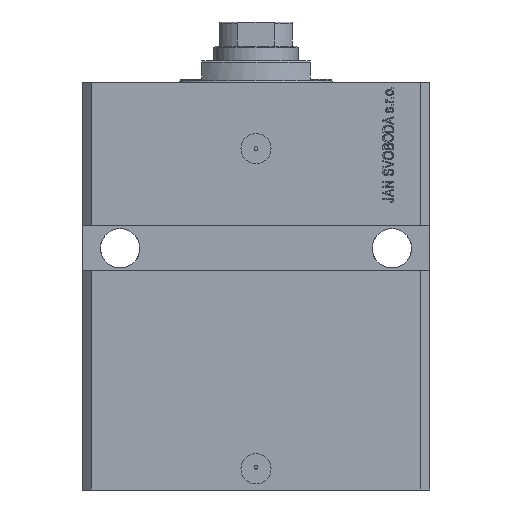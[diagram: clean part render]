
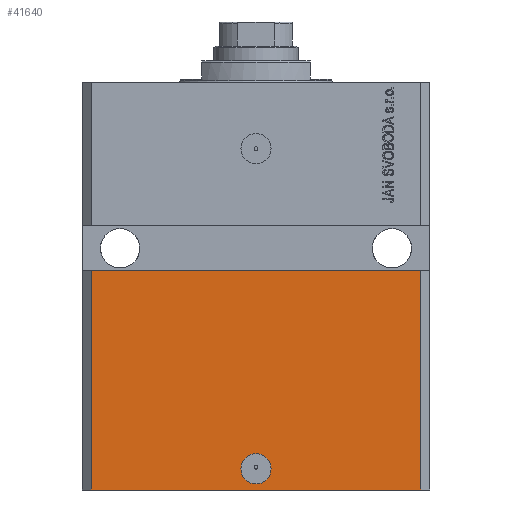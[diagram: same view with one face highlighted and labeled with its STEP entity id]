
A CAD part, front view. The second image highlights one B-rep face of the part: STEP entity #41640.
In plain terms, the highlighted planar face has unit normal (0, -1, 0).
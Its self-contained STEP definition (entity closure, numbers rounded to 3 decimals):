
#1423 = VECTOR ( 'NONE', #47153, 1000. ) ;
#1633 = LINE ( 'NONE', #16778, #1423 ) ;
#1780 = FACE_BOUND ( 'NONE', #6600, .T. ) ;
#3145 = CARTESIAN_POINT ( 'NONE',  ( -54.5, -45., -135. ) ) ;
#3431 = DIRECTION ( 'NONE',  ( 1., 0., 0. ) ) ;
#3458 = CARTESIAN_POINT ( 'NONE',  ( -54.5, -45., -62.5 ) ) ;
#6319 = CIRCLE ( 'NONE', #34128, 5. ) ;
#6600 = EDGE_LOOP ( 'NONE', ( #28500, #9228 ) ) ;
#7820 = DIRECTION ( 'NONE',  ( 1., 0., 0. ) ) ;
#8603 = DIRECTION ( 'NONE',  ( 0., 0., 1. ) ) ;
#9228 = ORIENTED_EDGE ( 'NONE', *, *, #35822, .F. ) ;
#10766 = ORIENTED_EDGE ( 'NONE', *, *, #15852, .T. ) ;
#11978 = DIRECTION ( 'NONE',  ( 0., -1., 0. ) ) ;
#12749 = ORIENTED_EDGE ( 'NONE', *, *, #32978, .T. ) ;
#12857 = VECTOR ( 'NONE', #7820, 1000. ) ;
#12963 = FACE_OUTER_BOUND ( 'NONE', #24849, .T. ) ;
#13092 = VERTEX_POINT ( 'NONE', #16625 ) ;
#14368 = CARTESIAN_POINT ( 'NONE',  ( 54.5, -45., -135. ) ) ;
#15759 = LINE ( 'NONE', #46120, #12857 ) ;
#15852 = EDGE_CURVE ( 'NONE', #37309, #26277, #15759, .T. ) ;
#16625 = CARTESIAN_POINT ( 'NONE',  ( 54.5, -45., -62.5 ) ) ;
#16778 = CARTESIAN_POINT ( 'NONE',  ( -54.5, -45., -135. ) ) ;
#17186 = CIRCLE ( 'NONE', #39484, 5. ) ;
#18318 = CARTESIAN_POINT ( 'NONE',  ( -57.5, -45., -62.5 ) ) ;
#19114 = ORIENTED_EDGE ( 'NONE', *, *, #32087, .F. ) ;
#24791 = AXIS2_PLACEMENT_3D ( 'NONE', #35615, #28138, #43323 ) ;
#24849 = EDGE_LOOP ( 'NONE', ( #26666, #19114, #10766, #12749 ) ) ;
#25542 = LINE ( 'NONE', #18318, #31249 ) ;
#25807 = EDGE_CURVE ( 'NONE', #36085, #46421, #17186, .T. ) ;
#26277 = VERTEX_POINT ( 'NONE', #14368 ) ;
#26666 = ORIENTED_EDGE ( 'NONE', *, *, #45426, .F. ) ;
#27022 = LINE ( 'NONE', #43188, #34810 ) ;
#27386 = DIRECTION ( 'NONE',  ( 1., 0., 0. ) ) ;
#28138 = DIRECTION ( 'NONE',  ( 0., -1., 0. ) ) ;
#28500 = ORIENTED_EDGE ( 'NONE', *, *, #25807, .F. ) ;
#31249 = VECTOR ( 'NONE', #3431, 1000. ) ;
#32087 = EDGE_CURVE ( 'NONE', #37309, #37146, #1633, .T. ) ;
#32477 = DIRECTION ( 'NONE',  ( 1., 0., 0. ) ) ;
#32968 = CARTESIAN_POINT ( 'NONE',  ( 5., -45., -128. ) ) ;
#32978 = EDGE_CURVE ( 'NONE', #26277, #13092, #27022, .T. ) ;
#34128 = AXIS2_PLACEMENT_3D ( 'NONE', #38552, #46497, #32477 ) ;
#34810 = VECTOR ( 'NONE', #8603, 1000. ) ;
#35615 = CARTESIAN_POINT ( 'NONE',  ( -54.5, -45., -135. ) ) ;
#35822 = EDGE_CURVE ( 'NONE', #46421, #36085, #6319, .T. ) ;
#36085 = VERTEX_POINT ( 'NONE', #32968 ) ;
#37146 = VERTEX_POINT ( 'NONE', #3458 ) ;
#37309 = VERTEX_POINT ( 'NONE', #3145 ) ;
#38552 = CARTESIAN_POINT ( 'NONE',  ( 0., -45., -128. ) ) ;
#39484 = AXIS2_PLACEMENT_3D ( 'NONE', #46066, #11978, #27386 ) ;
#41640 = ADVANCED_FACE ( 'NONE', ( #1780, #12963 ), #46803, .T. ) ;
#43188 = CARTESIAN_POINT ( 'NONE',  ( 54.5, -45., -135. ) ) ;
#43323 = DIRECTION ( 'NONE',  ( 1., 0., 0. ) ) ;
#43451 = CARTESIAN_POINT ( 'NONE',  ( -5., -45., -128. ) ) ;
#45426 = EDGE_CURVE ( 'NONE', #37146, #13092, #25542, .T. ) ;
#46066 = CARTESIAN_POINT ( 'NONE',  ( 0., -45., -128. ) ) ;
#46120 = CARTESIAN_POINT ( 'NONE',  ( -54.5, -45., -135. ) ) ;
#46421 = VERTEX_POINT ( 'NONE', #43451 ) ;
#46497 = DIRECTION ( 'NONE',  ( 0., -1., 0. ) ) ;
#46803 = PLANE ( 'NONE',  #24791 ) ;
#47153 = DIRECTION ( 'NONE',  ( 0., 0., 1. ) ) ;
